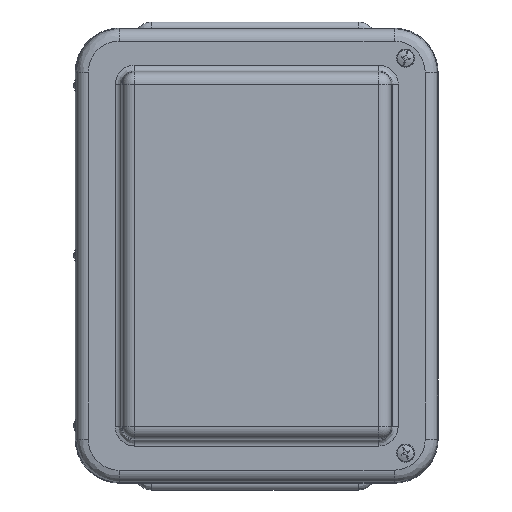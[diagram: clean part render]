
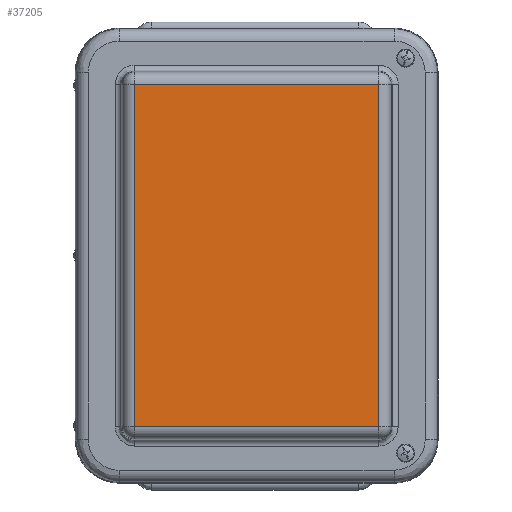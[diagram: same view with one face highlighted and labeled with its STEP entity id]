
A CAD part, top view. The second image highlights one B-rep face of the part: STEP entity #37205.
In plain terms, the highlighted planar face has unit normal (0, 0, 1).
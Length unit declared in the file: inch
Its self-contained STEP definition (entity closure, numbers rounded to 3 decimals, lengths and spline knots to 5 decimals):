
#448 = B_SPLINE_CURVE_WITH_KNOTS ( 'NONE', 3,
 ( #25178, #13406, #9968, #19060, #30948, #7455 ),
 .UNSPECIFIED., .F., .F.,
 ( 4, 2, 4 ),
 ( 0., 0.5, 1. ),
 .UNSPECIFIED. ) ;
#644 = CARTESIAN_POINT ( 'NONE',  ( 2.54532, -3.5222, 1.71475 ) ) ;
#1232 = CARTESIAN_POINT ( 'NONE',  ( -2.47457, 3.5222, 1.71475 ) ) ;
#1391 = CARTESIAN_POINT ( 'NONE',  ( 2.54965, 1.75894, 1.71475 ) ) ;
#1438 = CARTESIAN_POINT ( 'NONE',  ( -2.47338, 3.5222, 1.71475 ) ) ;
#2069 = ORIENTED_EDGE ( 'NONE', *, *, #26784, .T. ) ;
#2215 = CARTESIAN_POINT ( 'NONE',  ( 1.29065, -3.5222, 1.71475 ) ) ;
#2360 = CARTESIAN_POINT ( 'NONE',  ( 2.54922, 3.52008, 1.71475 ) ) ;
#2473 = CARTESIAN_POINT ( 'NONE',  ( -2.47458, -3.5222, 1.71475 ) ) ;
#3901 = VERTEX_POINT ( 'NONE', #1438 ) ;
#4167 = CARTESIAN_POINT ( 'NONE',  ( -1.2187, 3.5222, 1.71475 ) ) ;
#4461 = CARTESIAN_POINT ( 'NONE',  ( -2.47338, 3.5222, 1.71475 ) ) ;
#4476 = VERTEX_POINT ( 'NONE', #19272 ) ;
#4537 = EDGE_CURVE ( 'NONE', #8245, #18726, #17403, .T. ) ;
#5899 = DIRECTION ( 'NONE',  ( 0., 0., 1. ) ) ;
#6423 = CARTESIAN_POINT ( 'NONE',  ( -2.47771, -3.51787, 1.71475 ) ) ;
#6775 = ORIENTED_EDGE ( 'NONE', *, *, #17511, .F. ) ;
#7455 = CARTESIAN_POINT ( 'NONE',  ( 2.54965, -3.51787, 1.71475 ) ) ;
#8245 = VERTEX_POINT ( 'NONE', #6423 ) ;
#8309 = VECTOR ( 'NONE', #11701, 39.37008 ) ;
#8435 = CARTESIAN_POINT ( 'NONE',  ( -2.47338, -3.5222, 1.71475 ) ) ;
#9968 = CARTESIAN_POINT ( 'NONE',  ( 2.54753, -3.52177, 1.71475 ) ) ;
#10066 = ORIENTED_EDGE ( 'NONE', *, *, #4537, .T. ) ;
#10101 = B_SPLINE_CURVE_WITH_KNOTS ( 'NONE', 3,
 ( #4461, #1232, #22114, #10435, #36543, #31152 ),
 .UNSPECIFIED., .F., .F.,
 ( 4, 2, 4 ),
 ( 0., 0.5, 1. ),
 .UNSPECIFIED. ) ;
#10435 = CARTESIAN_POINT ( 'NONE',  ( -2.47728, 3.52009, 1.71475 ) ) ;
#10474 = FACE_OUTER_BOUND ( 'NONE', #23358, .T. ) ;
#11701 = DIRECTION ( 'NONE',  ( 0., 1., 0. ) ) ;
#11990 = ORIENTED_EDGE ( 'NONE', *, *, #20867, .F. ) ;
#12535 = VERTEX_POINT ( 'NONE', #17702 ) ;
#13406 = CARTESIAN_POINT ( 'NONE',  ( 2.54651, -3.5222, 1.71475 ) ) ;
#13631 = EDGE_CURVE ( 'NONE', #3901, #4476, #10101, .T. ) ;
#14303 = CARTESIAN_POINT ( 'NONE',  ( 0.03597, 0., 1.71475 ) ) ;
#14326 = ORIENTED_EDGE ( 'NONE', *, *, #17011, .F. ) ;
#15386 = VERTEX_POINT ( 'NONE', #35237 ) ;
#16141 = LINE ( 'NONE', #17192, #8309 ) ;
#17011 = EDGE_CURVE ( 'NONE', #35272, #18726, #37958, .T. ) ;
#17192 = CARTESIAN_POINT ( 'NONE',  ( -2.47771, -1.75893, 1.71475 ) ) ;
#17403 = B_SPLINE_CURVE_WITH_KNOTS ( 'NONE', 3,
 ( #31782, #37760, #17849, #26929, #2473, #8435 ),
 .UNSPECIFIED., .F., .F.,
 ( 4, 2, 4 ),
 ( 0., 0.5, 1. ),
 .UNSPECIFIED. ) ;
#17452 = CARTESIAN_POINT ( 'NONE',  ( 2.54532, 3.5222, 1.71475 ) ) ;
#17511 = EDGE_CURVE ( 'NONE', #3901, #15386, #29498, .T. ) ;
#17702 = CARTESIAN_POINT ( 'NONE',  ( 2.54965, -3.51787, 1.71475 ) ) ;
#17849 = CARTESIAN_POINT ( 'NONE',  ( -2.47727, -3.52008, 1.71475 ) ) ;
#18726 = VERTEX_POINT ( 'NONE', #32083 ) ;
#18914 = ORIENTED_EDGE ( 'NONE', *, *, #13631, .T. ) ;
#19060 = CARTESIAN_POINT ( 'NONE',  ( 2.54922, -3.52009, 1.71475 ) ) ;
#19272 = CARTESIAN_POINT ( 'NONE',  ( -2.47771, 3.51787, 1.71475 ) ) ;
#19303 = DIRECTION ( 'NONE',  ( 0., -1., 0. ) ) ;
#19731 = VECTOR ( 'NONE', #36827, 39.37008 ) ;
#20550 = VECTOR ( 'NONE', #19303, 39.37008 ) ;
#20867 = EDGE_CURVE ( 'NONE', #8245, #4476, #16141, .T. ) ;
#21018 = ORIENTED_EDGE ( 'NONE', *, *, #26795, .F. ) ;
#21836 = AXIS2_PLACEMENT_3D ( 'NONE', #14303, #5899, #23309 ) ;
#22114 = CARTESIAN_POINT ( 'NONE',  ( -2.47559, 3.52177, 1.71475 ) ) ;
#22433 = LINE ( 'NONE', #1391, #20550 ) ;
#22842 = DIRECTION ( 'NONE',  ( -1., 0., 0. ) ) ;
#23047 = PLANE ( 'NONE',  #21836 ) ;
#23309 = DIRECTION ( 'NONE',  ( 1., 0., 0. ) ) ;
#23358 = EDGE_LOOP ( 'NONE', ( #10066, #14326, #2069, #21018, #35961, #6775, #18914, #11990 ) ) ;
#25178 = CARTESIAN_POINT ( 'NONE',  ( 2.54532, -3.5222, 1.71475 ) ) ;
#25773 = CARTESIAN_POINT ( 'NONE',  ( 2.54652, 3.5222, 1.71475 ) ) ;
#25883 = CARTESIAN_POINT ( 'NONE',  ( 2.54965, 3.51787, 1.71475 ) ) ;
#26784 = EDGE_CURVE ( 'NONE', #35272, #12535, #448, .T. ) ;
#26795 = EDGE_CURVE ( 'NONE', #33992, #12535, #22433, .T. ) ;
#26929 = CARTESIAN_POINT ( 'NONE',  ( -2.4756, -3.52177, 1.71475 ) ) ;
#29498 = LINE ( 'NONE', #4167, #19731 ) ;
#30507 = B_SPLINE_CURVE_WITH_KNOTS ( 'NONE', 3,
 ( #35104, #34724, #2360, #37770, #25773, #17452 ),
 .UNSPECIFIED., .F., .F.,
 ( 4, 2, 4 ),
 ( 0., 0.5, 1. ),
 .UNSPECIFIED. ) ;
#30948 = CARTESIAN_POINT ( 'NONE',  ( 2.54965, -3.51907, 1.71475 ) ) ;
#31152 = CARTESIAN_POINT ( 'NONE',  ( -2.47771, 3.51787, 1.71475 ) ) ;
#31590 = VECTOR ( 'NONE', #22842, 39.37008 ) ;
#31782 = CARTESIAN_POINT ( 'NONE',  ( -2.47771, -3.51787, 1.71475 ) ) ;
#32083 = CARTESIAN_POINT ( 'NONE',  ( -2.47338, -3.5222, 1.71475 ) ) ;
#33992 = VERTEX_POINT ( 'NONE', #25883 ) ;
#34724 = CARTESIAN_POINT ( 'NONE',  ( 2.54965, 3.51906, 1.71475 ) ) ;
#35104 = CARTESIAN_POINT ( 'NONE',  ( 2.54965, 3.51787, 1.71475 ) ) ;
#35237 = CARTESIAN_POINT ( 'NONE',  ( 2.54532, 3.5222, 1.71475 ) ) ;
#35272 = VERTEX_POINT ( 'NONE', #644 ) ;
#35961 = ORIENTED_EDGE ( 'NONE', *, *, #36021, .T. ) ;
#36021 = EDGE_CURVE ( 'NONE', #33992, #15386, #30507, .T. ) ;
#36543 = CARTESIAN_POINT ( 'NONE',  ( -2.47771, 3.51907, 1.71475 ) ) ;
#36827 = DIRECTION ( 'NONE',  ( 1., 0., 0. ) ) ;
#37205 = ADVANCED_FACE ( 'NONE', ( #10474 ), #23047, .T. ) ;
#37760 = CARTESIAN_POINT ( 'NONE',  ( -2.47771, -3.51906, 1.71475 ) ) ;
#37770 = CARTESIAN_POINT ( 'NONE',  ( 2.54754, 3.52177, 1.71475 ) ) ;
#37958 = LINE ( 'NONE', #2215, #31590 ) ;
